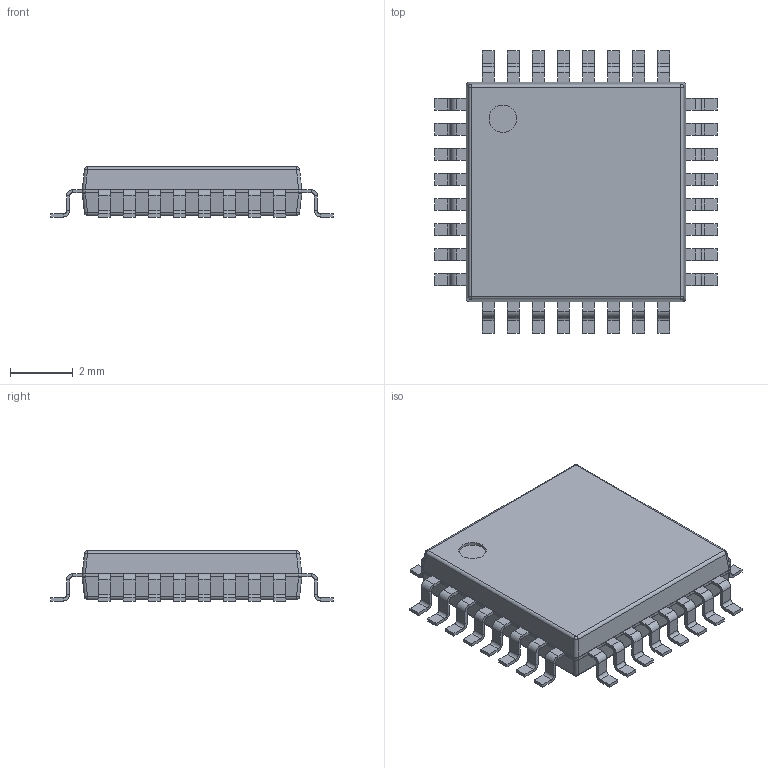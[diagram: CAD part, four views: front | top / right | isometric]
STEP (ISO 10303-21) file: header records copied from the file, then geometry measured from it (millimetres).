
FILE_DESCRIPTION(('Open CASCADE Model'),'2;1');
FILE_NAME('Open CASCADE Shape Model','2025-06-09T17:10:37',('Author'),( 'Open CASCADE'),'Open CASCADE STEP processor 6.8','Open CASCADE 6.8' ,'Unknown');
FILE_SCHEMA(('AUTOMOTIVE_DESIGN { 1 0 10303 214 1 1 1 1 }'));
Length unit declared in the file: millimetre
Products named in the file (8): PCB; Designator1; 5661717136; Open_CASCADE_STEP_translator_6.8_26.1; Body; Open_CASCADE_STEP_translator_6.8_26.2.1; Leader
Assembly tree (36 placements, depth 4):
  PCB
  Designator1
    5661717136
      Open_CASCADE_STEP_translator_6.8_26.1
      Body
        Open_CASCADE_STEP_translator_6.8_26.2.1
      Leader  x16
      Leader  x16
Bounding box: 9 x 9 x 1.6 mm (x, y, z)
Volume: 76.2 mm3; surface area: 188.2 mm2
Topology: 33 solids, 34 shells, 765 faces, 1532 edges, 827 vertices
Faces by surface type: plane 592, cylinder 157, sphere 8, bspline 8
Full cylindrical faces by diameter (mm): 0.875 x1
Entity records: 3615 total; most frequent: CARTESIAN_POINT 1205, DIRECTION 483, ORIENTED_EDGE 407, EDGE_CURVE 204, AXIS2_PLACEMENT_3D 177, LINE 129, VECTOR 129, VERTEX_POINT 107
